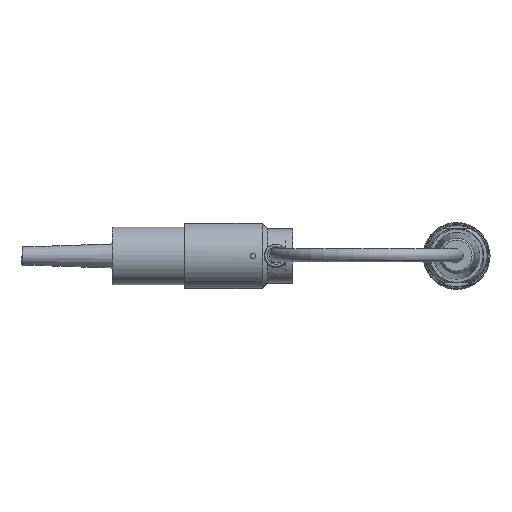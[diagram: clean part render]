
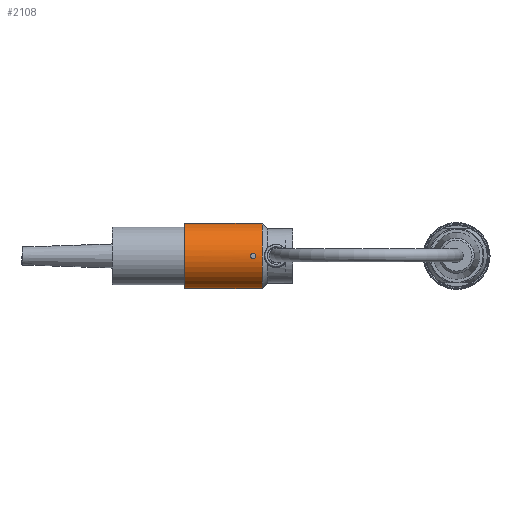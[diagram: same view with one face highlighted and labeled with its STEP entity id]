
A CAD part, top view. The second image highlights one B-rep face of the part: STEP entity #2108.
In plain terms, the highlighted cylindrical face has radius 9 mm (diameter 18 mm), a full revolution.
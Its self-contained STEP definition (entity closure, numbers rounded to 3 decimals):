
#231=B_SPLINE_CURVE_WITH_KNOTS('',3,(#8072,#8073,#8074,#8075,#8076,#8077,
#8078,#8079,#8080,#8081,#8082,#8083,#8084,#8085,#8086,#8087,#8088,#8089,
#8090,#8091,#8092,#8093,#8094,#8095,#8096,#8097,#8098,#8099,#8100,#8101,
#8102,#8103,#8104,#8105),.UNSPECIFIED.,.T.,.F.,(4,2,2,2,2,2,2,2,2,2,2,2,
2,2,2,2,4),(0.,0.028,0.057,0.085,
0.113,0.141,0.17,0.198,
0.226,0.254,0.283,0.311,
0.339,0.367,0.396,0.424,
0.452),.UNSPECIFIED.);
#232=B_SPLINE_CURVE_WITH_KNOTS('',3,(#8108,#8109,#8110,#8111,#8112,#8113,
#8114,#8115,#8116,#8117,#8118,#8119,#8120,#8121,#8122,#8123,#8124,#8125,
#8126,#8127,#8128,#8129,#8130,#8131,#8132,#8133,#8134,#8135,#8136,#8137,
#8138,#8139,#8140,#8141),.UNSPECIFIED.,.T.,.F.,(4,2,2,2,2,2,2,2,2,2,2,2,
2,2,2,2,4),(0.,0.028,0.057,0.085,
0.113,0.141,0.17,0.198,
0.226,0.254,0.283,0.311,
0.339,0.367,0.396,0.424,
0.452),.UNSPECIFIED.);
#388=FACE_BOUND('',#735,.T.);
#389=FACE_BOUND('',#736,.T.);
#390=FACE_BOUND('',#737,.T.);
#534=FACE_OUTER_BOUND('',#734,.T.);
#734=EDGE_LOOP('',(#1756));
#735=EDGE_LOOP('',(#1757));
#736=EDGE_LOOP('',(#1758));
#737=EDGE_LOOP('',(#1759));
#878=CIRCLE('',#2378,9.);
#879=CIRCLE('',#2380,9.);
#1056=VERTEX_POINT('',#8071);
#1057=VERTEX_POINT('',#8107);
#1059=VERTEX_POINT('',#8178);
#1060=VERTEX_POINT('',#8181);
#1296=EDGE_CURVE('',#1056,#1056,#231,.T.);
#1297=EDGE_CURVE('',#1057,#1057,#232,.T.);
#1299=EDGE_CURVE('',#1059,#1059,#878,.T.);
#1300=EDGE_CURVE('',#1060,#1060,#879,.T.);
#1756=ORIENTED_EDGE('',*,*,#1300,.F.);
#1757=ORIENTED_EDGE('',*,*,#1297,.T.);
#1758=ORIENTED_EDGE('',*,*,#1296,.T.);
#1759=ORIENTED_EDGE('',*,*,#1299,.F.);
#1827=CYLINDRICAL_SURFACE('',#2379,9.);
#2108=ADVANCED_FACE('',(#534,#388,#389,#390),#1827,.T.);
#2378=AXIS2_PLACEMENT_3D('',#8179,#2964,#2965);
#2379=AXIS2_PLACEMENT_3D('',#8180,#2966,#2967);
#2380=AXIS2_PLACEMENT_3D('',#8182,#2968,#2969);
#2964=DIRECTION('center_axis',(1.,0.,0.));
#2965=DIRECTION('ref_axis',(0.,0.,1.));
#2966=DIRECTION('center_axis',(-1.,0.,0.));
#2967=DIRECTION('ref_axis',(0.,0.,-1.));
#2968=DIRECTION('center_axis',(-1.,0.,0.));
#2969=DIRECTION('ref_axis',(0.,1.,0.));
#8071=CARTESIAN_POINT('',(-11.,-0.75,8.969));
#8072=CARTESIAN_POINT('Ctrl Pts',(-11.,-0.75,
8.969));
#8073=CARTESIAN_POINT('Ctrl Pts',(-11.094,-0.75,
8.969));
#8074=CARTESIAN_POINT('Ctrl Pts',(-11.195,-0.731,
8.97));
#8075=CARTESIAN_POINT('Ctrl Pts',(-11.379,-0.655,
8.976));
#8076=CARTESIAN_POINT('Ctrl Pts',(-11.464,-0.597,
8.98));
#8077=CARTESIAN_POINT('Ctrl Pts',(-11.597,-0.464,8.988));
#8078=CARTESIAN_POINT('Ctrl Pts',(-11.655,-0.379,
8.992));
#8079=CARTESIAN_POINT('Ctrl Pts',(-11.731,-0.195,
8.998));
#8080=CARTESIAN_POINT('Ctrl Pts',(-11.75,-0.094,
9.));
#8081=CARTESIAN_POINT('Ctrl Pts',(-11.75,0.094,
9.));
#8082=CARTESIAN_POINT('Ctrl Pts',(-11.731,0.195,8.998));
#8083=CARTESIAN_POINT('Ctrl Pts',(-11.655,0.379,8.992));
#8084=CARTESIAN_POINT('Ctrl Pts',(-11.597,0.464,8.988));
#8085=CARTESIAN_POINT('Ctrl Pts',(-11.464,0.597,8.98));
#8086=CARTESIAN_POINT('Ctrl Pts',(-11.379,0.655,8.976));
#8087=CARTESIAN_POINT('Ctrl Pts',(-11.195,0.731,8.97));
#8088=CARTESIAN_POINT('Ctrl Pts',(-11.094,0.75,8.969));
#8089=CARTESIAN_POINT('Ctrl Pts',(-10.906,0.75,8.969));
#8090=CARTESIAN_POINT('Ctrl Pts',(-10.805,0.731,8.97));
#8091=CARTESIAN_POINT('Ctrl Pts',(-10.621,0.655,8.976));
#8092=CARTESIAN_POINT('Ctrl Pts',(-10.536,0.597,8.98));
#8093=CARTESIAN_POINT('Ctrl Pts',(-10.403,0.464,8.988));
#8094=CARTESIAN_POINT('Ctrl Pts',(-10.345,0.379,8.992));
#8095=CARTESIAN_POINT('Ctrl Pts',(-10.269,0.195,8.998));
#8096=CARTESIAN_POINT('Ctrl Pts',(-10.25,0.094,
9.));
#8097=CARTESIAN_POINT('Ctrl Pts',(-10.25,-0.094,
9.));
#8098=CARTESIAN_POINT('Ctrl Pts',(-10.269,-0.195,
8.998));
#8099=CARTESIAN_POINT('Ctrl Pts',(-10.345,-0.379,
8.992));
#8100=CARTESIAN_POINT('Ctrl Pts',(-10.403,-0.464,
8.988));
#8101=CARTESIAN_POINT('Ctrl Pts',(-10.536,-0.597,
8.98));
#8102=CARTESIAN_POINT('Ctrl Pts',(-10.621,-0.655,8.976));
#8103=CARTESIAN_POINT('Ctrl Pts',(-10.805,-0.731,8.97));
#8104=CARTESIAN_POINT('Ctrl Pts',(-10.906,-0.75,8.969));
#8105=CARTESIAN_POINT('Ctrl Pts',(-11.,-0.75,
8.969));
#8107=CARTESIAN_POINT('',(-11.,-0.75,-8.969));
#8108=CARTESIAN_POINT('Ctrl Pts',(-11.,-0.75,-8.969));
#8109=CARTESIAN_POINT('Ctrl Pts',(-10.906,-0.75,
-8.969));
#8110=CARTESIAN_POINT('Ctrl Pts',(-10.805,-0.731,-8.97));
#8111=CARTESIAN_POINT('Ctrl Pts',(-10.621,-0.655,
-8.976));
#8112=CARTESIAN_POINT('Ctrl Pts',(-10.536,-0.597,
-8.98));
#8113=CARTESIAN_POINT('Ctrl Pts',(-10.403,-0.464,
-8.988));
#8114=CARTESIAN_POINT('Ctrl Pts',(-10.345,-0.379,
-8.992));
#8115=CARTESIAN_POINT('Ctrl Pts',(-10.269,-0.195,
-8.998));
#8116=CARTESIAN_POINT('Ctrl Pts',(-10.25,-0.094,
-9.));
#8117=CARTESIAN_POINT('Ctrl Pts',(-10.25,0.094,
-9.));
#8118=CARTESIAN_POINT('Ctrl Pts',(-10.269,0.195,-8.998));
#8119=CARTESIAN_POINT('Ctrl Pts',(-10.345,0.379,-8.992));
#8120=CARTESIAN_POINT('Ctrl Pts',(-10.403,0.464,-8.988));
#8121=CARTESIAN_POINT('Ctrl Pts',(-10.536,0.597,-8.98));
#8122=CARTESIAN_POINT('Ctrl Pts',(-10.621,0.655,-8.976));
#8123=CARTESIAN_POINT('Ctrl Pts',(-10.805,0.731,-8.97));
#8124=CARTESIAN_POINT('Ctrl Pts',(-10.906,0.75,-8.969));
#8125=CARTESIAN_POINT('Ctrl Pts',(-11.094,0.75,-8.969));
#8126=CARTESIAN_POINT('Ctrl Pts',(-11.195,0.731,-8.97));
#8127=CARTESIAN_POINT('Ctrl Pts',(-11.379,0.655,-8.976));
#8128=CARTESIAN_POINT('Ctrl Pts',(-11.464,0.597,-8.98));
#8129=CARTESIAN_POINT('Ctrl Pts',(-11.597,0.464,-8.988));
#8130=CARTESIAN_POINT('Ctrl Pts',(-11.655,0.379,-8.992));
#8131=CARTESIAN_POINT('Ctrl Pts',(-11.731,0.195,-8.998));
#8132=CARTESIAN_POINT('Ctrl Pts',(-11.75,0.094,
-9.));
#8133=CARTESIAN_POINT('Ctrl Pts',(-11.75,-0.094,
-9.));
#8134=CARTESIAN_POINT('Ctrl Pts',(-11.731,-0.195,
-8.998));
#8135=CARTESIAN_POINT('Ctrl Pts',(-11.655,-0.379,
-8.992));
#8136=CARTESIAN_POINT('Ctrl Pts',(-11.597,-0.464,-8.988));
#8137=CARTESIAN_POINT('Ctrl Pts',(-11.464,-0.597,
-8.98));
#8138=CARTESIAN_POINT('Ctrl Pts',(-11.379,-0.655,-8.976));
#8139=CARTESIAN_POINT('Ctrl Pts',(-11.195,-0.731,
-8.97));
#8140=CARTESIAN_POINT('Ctrl Pts',(-11.094,-0.75,-8.969));
#8141=CARTESIAN_POINT('Ctrl Pts',(-11.,-0.75,-8.969));
#8178=CARTESIAN_POINT('',(-8.5,0.,-9.));
#8179=CARTESIAN_POINT('Origin',(-8.5,0.,
0.));
#8180=CARTESIAN_POINT('Origin',(-18.5,0.,
0.));
#8181=CARTESIAN_POINT('',(-30.,0.,-9.));
#8182=CARTESIAN_POINT('Origin',(-30.,0.,0.));
